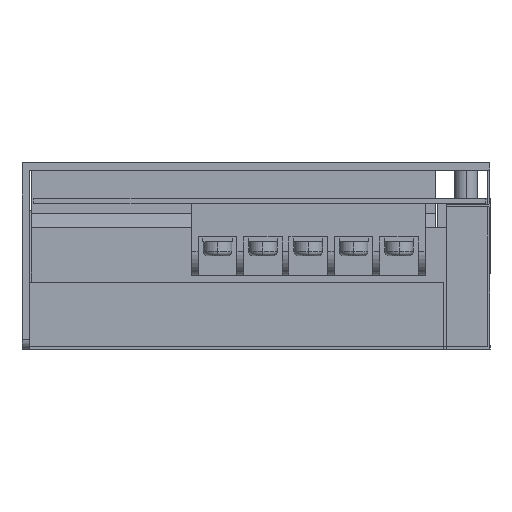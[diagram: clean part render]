
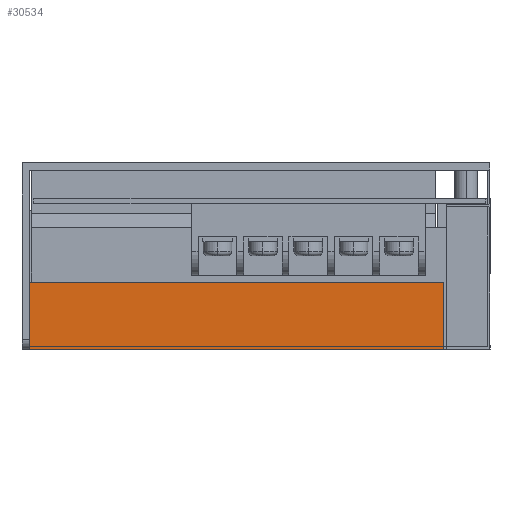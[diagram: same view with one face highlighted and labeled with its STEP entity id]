
A CAD part, left-side view. The second image highlights one B-rep face of the part: STEP entity #30534.
In plain terms, the highlighted planar face has unit normal (-1, 0, 0).
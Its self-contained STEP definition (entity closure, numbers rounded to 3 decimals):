
#4899 = EDGE_LOOP ( 'NONE', ( #55515, #10028, #39409, #39142 ) ) ;
#5862 = EDGE_CURVE ( 'NONE', #51989, #36128, #53049, .T. ) ;
#5968 = CARTESIAN_POINT ( 'NONE',  ( -57., 48.25, 0. ) ) ;
#6505 = VECTOR ( 'NONE', #32968, 1000. ) ;
#9155 = DIRECTION ( 'NONE',  ( 0., 0., 1. ) ) ;
#9663 = CARTESIAN_POINT ( 'NONE',  ( -57., 48.25, 14. ) ) ;
#9858 = PLANE ( 'NONE',  #19990 ) ;
#10028 = ORIENTED_EDGE ( 'NONE', *, *, #58058, .T. ) ;
#14070 = VERTEX_POINT ( 'NONE', #30755 ) ;
#14875 = CARTESIAN_POINT ( 'NONE',  ( -57., -38.55, 0. ) ) ;
#17204 = VECTOR ( 'NONE', #9155, 1000. ) ;
#19309 = CARTESIAN_POINT ( 'NONE',  ( -57., -38.55, 0. ) ) ;
#19990 = AXIS2_PLACEMENT_3D ( 'NONE', #35226, #30302, #39850 ) ;
#22810 = EDGE_CURVE ( 'NONE', #36128, #62107, #44348, .T. ) ;
#23956 = DIRECTION ( 'NONE',  ( 0., -1., 0. ) ) ;
#27012 = EDGE_CURVE ( 'NONE', #14070, #51989, #44502, .T. ) ;
#30236 = VECTOR ( 'NONE', #55364, 1000. ) ;
#30302 = DIRECTION ( 'NONE',  ( 1., 0., 0. ) ) ;
#30534 = ADVANCED_FACE ( 'NONE', ( #59594 ), #9858, .F. ) ;
#30755 = CARTESIAN_POINT ( 'NONE',  ( -57., -38.55, 14. ) ) ;
#32968 = DIRECTION ( 'NONE',  ( 0., 0., -1. ) ) ;
#33306 = CARTESIAN_POINT ( 'NONE',  ( -57., 48.25, 0. ) ) ;
#34516 = LINE ( 'NONE', #64451, #17204 ) ;
#35226 = CARTESIAN_POINT ( 'NONE',  ( -57., 0., 0. ) ) ;
#36128 = VERTEX_POINT ( 'NONE', #5968 ) ;
#39142 = ORIENTED_EDGE ( 'NONE', *, *, #5862, .T. ) ;
#39409 = ORIENTED_EDGE ( 'NONE', *, *, #27012, .T. ) ;
#39850 = DIRECTION ( 'NONE',  ( 0., 0., -1. ) ) ;
#41416 = VECTOR ( 'NONE', #23956, 1000. ) ;
#44348 = LINE ( 'NONE', #19309, #41416 ) ;
#44502 = LINE ( 'NONE', #54713, #30236 ) ;
#51989 = VERTEX_POINT ( 'NONE', #9663 ) ;
#53049 = LINE ( 'NONE', #33306, #6505 ) ;
#54713 = CARTESIAN_POINT ( 'NONE',  ( -57., -38.55, 14. ) ) ;
#55364 = DIRECTION ( 'NONE',  ( 0., 1., 0. ) ) ;
#55515 = ORIENTED_EDGE ( 'NONE', *, *, #22810, .T. ) ;
#58058 = EDGE_CURVE ( 'NONE', #62107, #14070, #34516, .T. ) ;
#59594 = FACE_OUTER_BOUND ( 'NONE', #4899, .T. ) ;
#62107 = VERTEX_POINT ( 'NONE', #14875 ) ;
#64451 = CARTESIAN_POINT ( 'NONE',  ( -57., -38.55, 0. ) ) ;
